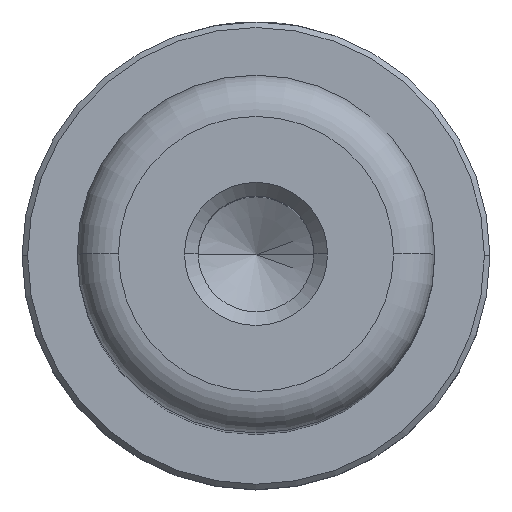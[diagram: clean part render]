
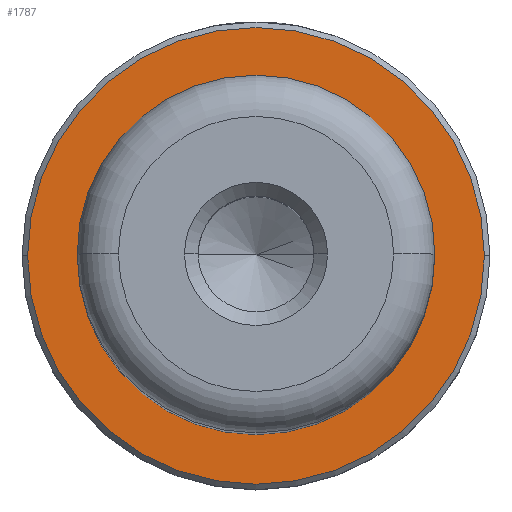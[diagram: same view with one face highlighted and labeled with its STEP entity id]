
A CAD part, top view. The second image highlights one B-rep face of the part: STEP entity #1787.
In plain terms, the highlighted planar face has unit normal (0, 0, 1).
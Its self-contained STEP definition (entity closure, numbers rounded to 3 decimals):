
#19 = ORIENTED_EDGE ( 'NONE', *, *, #1944, .T. ) ;
#41 = CIRCLE ( 'NONE', #1622, 8.3 ) ;
#89 = PLANE ( 'NONE',  #2062 ) ;
#119 = CARTESIAN_POINT ( 'NONE',  ( -8.3, 0., 15. ) ) ;
#128 = DIRECTION ( 'NONE',  ( -1., 0., 0. ) ) ;
#133 = DIRECTION ( 'NONE',  ( 0., 0., -1. ) ) ;
#142 = CARTESIAN_POINT ( 'NONE',  ( 0., 0., 15. ) ) ;
#188 = AXIS2_PLACEMENT_3D ( 'NONE', #1888, #947, #2043 ) ;
#271 = DIRECTION ( 'NONE',  ( 1., 0., 0. ) ) ;
#288 = CIRCLE ( 'NONE', #1827, 6. ) ;
#341 = VERTEX_POINT ( 'NONE', #420 ) ;
#420 = CARTESIAN_POINT ( 'NONE',  ( 8.3, 0., 15. ) ) ;
#559 = EDGE_CURVE ( 'NONE', #341, #957, #41, .T. ) ;
#621 = CARTESIAN_POINT ( 'NONE',  ( 0., 0., 15. ) ) ;
#693 = DIRECTION ( 'NONE',  ( 0., 0., -1. ) ) ;
#715 = DIRECTION ( 'NONE',  ( 0., 0., 1. ) ) ;
#732 = CARTESIAN_POINT ( 'NONE',  ( -6., 0., 15. ) ) ;
#786 = CARTESIAN_POINT ( 'NONE',  ( 6., 0., 15. ) ) ;
#825 = EDGE_CURVE ( 'NONE', #875, #1645, #1960, .T. ) ;
#838 = DIRECTION ( 'NONE',  ( 1., 0., 0. ) ) ;
#875 = VERTEX_POINT ( 'NONE', #786 ) ;
#947 = DIRECTION ( 'NONE',  ( 0., 0., 1. ) ) ;
#957 = VERTEX_POINT ( 'NONE', #119 ) ;
#1004 = ORIENTED_EDGE ( 'NONE', *, *, #1825, .T. ) ;
#1131 = EDGE_LOOP ( 'NONE', ( #1004, #1408 ) ) ;
#1133 = EDGE_LOOP ( 'NONE', ( #19, #1235 ) ) ;
#1191 = FACE_OUTER_BOUND ( 'NONE', #1131, .T. ) ;
#1235 = ORIENTED_EDGE ( 'NONE', *, *, #825, .T. ) ;
#1261 = DIRECTION ( 'NONE',  ( 0., 0., 1. ) ) ;
#1408 = ORIENTED_EDGE ( 'NONE', *, *, #559, .T. ) ;
#1480 = AXIS2_PLACEMENT_3D ( 'NONE', #142, #133, #128 ) ;
#1506 = CIRCLE ( 'NONE', #188, 8.3 ) ;
#1555 = FACE_BOUND ( 'NONE', #1133, .T. ) ;
#1622 = AXIS2_PLACEMENT_3D ( 'NONE', #2044, #715, #838 ) ;
#1639 = CARTESIAN_POINT ( 'NONE',  ( 0., 0., 15. ) ) ;
#1645 = VERTEX_POINT ( 'NONE', #732 ) ;
#1787 = ADVANCED_FACE ( 'NONE', ( #1191, #1555 ), #89, .T. ) ;
#1807 = DIRECTION ( 'NONE',  ( -1., 0., 0. ) ) ;
#1825 = EDGE_CURVE ( 'NONE', #957, #341, #1506, .T. ) ;
#1827 = AXIS2_PLACEMENT_3D ( 'NONE', #1639, #693, #1807 ) ;
#1888 = CARTESIAN_POINT ( 'NONE',  ( 0., 0., 15. ) ) ;
#1944 = EDGE_CURVE ( 'NONE', #1645, #875, #288, .T. ) ;
#1960 = CIRCLE ( 'NONE', #1480, 6. ) ;
#2043 = DIRECTION ( 'NONE',  ( 1., 0., 0. ) ) ;
#2044 = CARTESIAN_POINT ( 'NONE',  ( 0., 0., 15. ) ) ;
#2062 = AXIS2_PLACEMENT_3D ( 'NONE', #621, #1261, #271 ) ;
